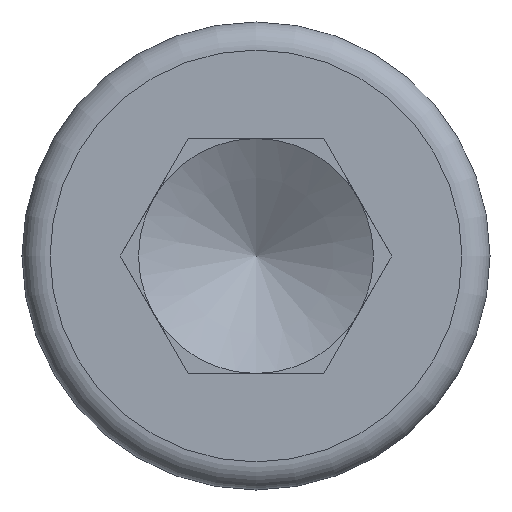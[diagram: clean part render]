
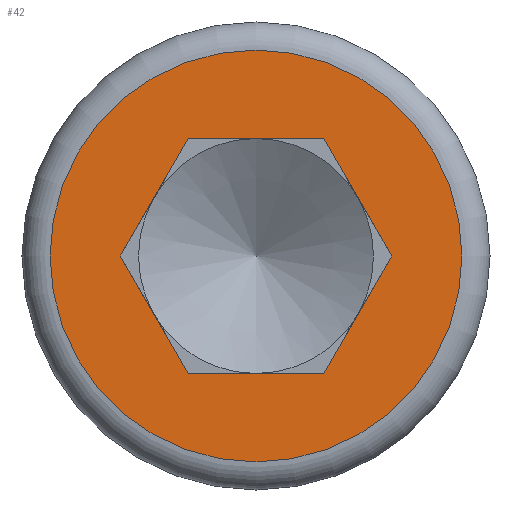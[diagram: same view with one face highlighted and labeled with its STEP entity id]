
A CAD part, left-side view. The second image highlights one B-rep face of the part: STEP entity #42.
In plain terms, the highlighted planar face has unit normal (-1, 0, 0).
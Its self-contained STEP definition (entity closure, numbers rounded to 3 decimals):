
#42 = ADVANCED_FACE ( 'NONE', ( #821, #954 ), #623, .T. ) ;
#56 = LINE ( 'NONE', #995, #1341 ) ;
#76 = ORIENTED_EDGE ( 'NONE', *, *, #752, .T. ) ;
#81 = VERTEX_POINT ( 'NONE', #1140 ) ;
#90 = EDGE_CURVE ( 'NONE', #1270, #99, #189, .T. ) ;
#99 = VERTEX_POINT ( 'NONE', #663 ) ;
#149 = VECTOR ( 'NONE', #523, 1000. ) ;
#189 = LINE ( 'NONE', #1157, #470 ) ;
#196 = DIRECTION ( 'NONE',  ( 0., -0.5, 0.866 ) ) ;
#239 = ORIENTED_EDGE ( 'NONE', *, *, #735, .F. ) ;
#249 = DIRECTION ( 'NONE',  ( 0., 1., 0. ) ) ;
#265 = ORIENTED_EDGE ( 'NONE', *, *, #431, .F. ) ;
#287 = DIRECTION ( 'NONE',  ( -1., 0., 0. ) ) ;
#312 = VECTOR ( 'NONE', #737, 1000. ) ;
#414 = CARTESIAN_POINT ( 'NONE',  ( 0., -1.449, -2.51 ) ) ;
#426 = CIRCLE ( 'NONE', #1188, 4.4 ) ;
#431 = EDGE_CURVE ( 'NONE', #1325, #99, #56, .T. ) ;
#457 = ORIENTED_EDGE ( 'NONE', *, *, #651, .T. ) ;
#470 = VECTOR ( 'NONE', #196, 1000. ) ;
#502 = EDGE_CURVE ( 'NONE', #1325, #81, #611, .T. ) ;
#515 = CARTESIAN_POINT ( 'NONE',  ( 0., -2.898, 0. ) ) ;
#523 = DIRECTION ( 'NONE',  ( 0., -0.5, -0.866 ) ) ;
#534 = DIRECTION ( 'NONE',  ( 0., 0., 1. ) ) ;
#550 = CARTESIAN_POINT ( 'NONE',  ( 0., 0., 4.4 ) ) ;
#611 = LINE ( 'NONE', #1036, #312 ) ;
#623 = PLANE ( 'NONE',  #838 ) ;
#639 = LINE ( 'NONE', #855, #1027 ) ;
#651 = EDGE_CURVE ( 'NONE', #81, #1086, #1256, .T. ) ;
#663 = CARTESIAN_POINT ( 'NONE',  ( 0., 1.449, 2.51 ) ) ;
#721 = DIRECTION ( 'NONE',  ( 0., 0.5, -0.866 ) ) ;
#735 = EDGE_CURVE ( 'NONE', #1178, #1086, #639, .T. ) ;
#737 = DIRECTION ( 'NONE',  ( 0., -0.5, -0.866 ) ) ;
#752 = EDGE_CURVE ( 'NONE', #1292, #1292, #426, .T. ) ;
#755 = DIRECTION ( 'NONE',  ( -1., 0., 0. ) ) ;
#806 = ORIENTED_EDGE ( 'NONE', *, *, #502, .T. ) ;
#816 = ORIENTED_EDGE ( 'NONE', *, *, #90, .T. ) ;
#821 = FACE_BOUND ( 'NONE', #967, .T. ) ;
#838 = AXIS2_PLACEMENT_3D ( 'NONE', #1146, #287, #1280 ) ;
#855 = CARTESIAN_POINT ( 'NONE',  ( 0., 1.449, -2.51 ) ) ;
#925 = LINE ( 'NONE', #1347, #149 ) ;
#954 = FACE_OUTER_BOUND ( 'NONE', #1300, .T. ) ;
#967 = EDGE_LOOP ( 'NONE', ( #816, #265, #806, #457, #239, #1286 ) ) ;
#975 = CARTESIAN_POINT ( 'NONE',  ( 0., 1.449, -2.51 ) ) ;
#995 = CARTESIAN_POINT ( 'NONE',  ( 0., -1.449, 2.51 ) ) ;
#1027 = VECTOR ( 'NONE', #1372, 1000. ) ;
#1036 = CARTESIAN_POINT ( 'NONE',  ( 0., -1.449, 2.51 ) ) ;
#1065 = CARTESIAN_POINT ( 'NONE',  ( 0., 0., 0. ) ) ;
#1086 = VERTEX_POINT ( 'NONE', #414 ) ;
#1089 = CARTESIAN_POINT ( 'NONE',  ( 0., 2.898, 0. ) ) ;
#1140 = CARTESIAN_POINT ( 'NONE',  ( 0., -2.898, 0. ) ) ;
#1141 = VECTOR ( 'NONE', #721, 1000. ) ;
#1143 = EDGE_CURVE ( 'NONE', #1270, #1178, #925, .T. ) ;
#1146 = CARTESIAN_POINT ( 'NONE',  ( 0., 0., 0. ) ) ;
#1157 = CARTESIAN_POINT ( 'NONE',  ( 0., 2.898, 0. ) ) ;
#1178 = VERTEX_POINT ( 'NONE', #975 ) ;
#1188 = AXIS2_PLACEMENT_3D ( 'NONE', #1065, #755, #534 ) ;
#1221 = CARTESIAN_POINT ( 'NONE',  ( 0., -1.449, 2.51 ) ) ;
#1256 = LINE ( 'NONE', #515, #1141 ) ;
#1270 = VERTEX_POINT ( 'NONE', #1089 ) ;
#1280 = DIRECTION ( 'NONE',  ( 0., 0., 1. ) ) ;
#1286 = ORIENTED_EDGE ( 'NONE', *, *, #1143, .F. ) ;
#1292 = VERTEX_POINT ( 'NONE', #550 ) ;
#1300 = EDGE_LOOP ( 'NONE', ( #76 ) ) ;
#1325 = VERTEX_POINT ( 'NONE', #1221 ) ;
#1341 = VECTOR ( 'NONE', #249, 1000. ) ;
#1347 = CARTESIAN_POINT ( 'NONE',  ( 0., 2.898, 0. ) ) ;
#1372 = DIRECTION ( 'NONE',  ( 0., -1., 0. ) ) ;
